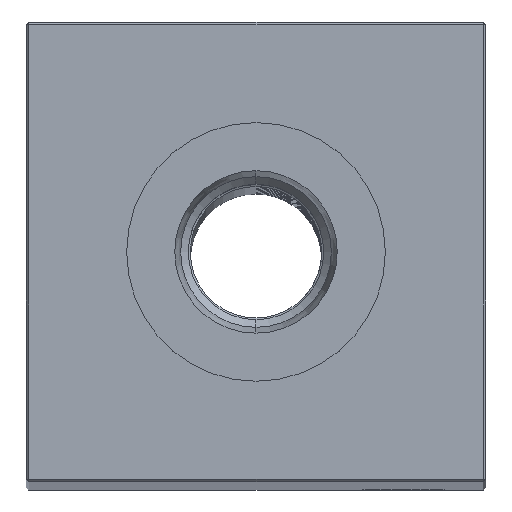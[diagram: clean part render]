
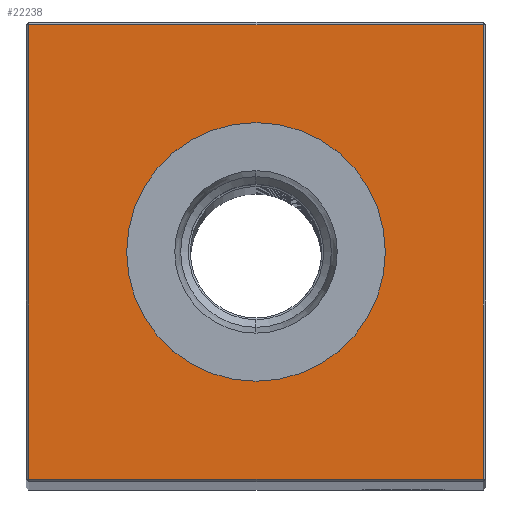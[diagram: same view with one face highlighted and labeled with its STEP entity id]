
A CAD part, top view. The second image highlights one B-rep face of the part: STEP entity #22238.
In plain terms, the highlighted planar face has unit normal (0, 0, 1).
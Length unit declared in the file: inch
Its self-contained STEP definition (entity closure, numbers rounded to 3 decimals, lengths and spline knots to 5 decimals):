
#673 = CARTESIAN_POINT ( 'NONE',  ( 0., 0., 17.75 ) ) ;
#1418 = CARTESIAN_POINT ( 'NONE',  ( 0., 0.49213, 17.75 ) ) ;
#1553 = EDGE_CURVE ( 'NONE', #24915, #14760, #5002, .T. ) ;
#2233 = EDGE_CURVE ( 'NONE', #27414, #14792, #4004, .T. ) ;
#2352 = DIRECTION ( 'NONE',  ( 0., -1., 0. ) ) ;
#3036 = EDGE_CURVE ( 'NONE', #5109, #19098, #13802, .T. ) ;
#3072 = VECTOR ( 'NONE', #26905, 39.37008 ) ;
#3291 = CARTESIAN_POINT ( 'NONE',  ( 0., 0., 17.75 ) ) ;
#3882 = FACE_OUTER_BOUND ( 'NONE', #13450, .T. ) ;
#3918 = CARTESIAN_POINT ( 'NONE',  ( 0.865, -0.865, 17.75 ) ) ;
#4004 = CIRCLE ( 'NONE', #27769, 0.49213 ) ;
#4023 = DIRECTION ( 'NONE',  ( 0., 0., -1. ) ) ;
#4571 = EDGE_LOOP ( 'NONE', ( #25118, #17824 ) ) ;
#5002 = LINE ( 'NONE', #18176, #3072 ) ;
#5109 = VERTEX_POINT ( 'NONE', #19771 ) ;
#6208 = AXIS2_PLACEMENT_3D ( 'NONE', #20922, #4023, #16928 ) ;
#7080 = DIRECTION ( 'NONE',  ( -1., 0., 0. ) ) ;
#7878 = FACE_BOUND ( 'NONE', #4571, .T. ) ;
#7918 = LINE ( 'NONE', #23544, #8734 ) ;
#8123 = CARTESIAN_POINT ( 'NONE',  ( -0.865, -0.865, 17.75 ) ) ;
#8734 = VECTOR ( 'NONE', #10222, 39.37008 ) ;
#9403 = EDGE_CURVE ( 'NONE', #19098, #24915, #7918, .T. ) ;
#9479 = CIRCLE ( 'NONE', #13132, 0.49213 ) ;
#10222 = DIRECTION ( 'NONE',  ( 1., 0., 0. ) ) ;
#10637 = EDGE_CURVE ( 'NONE', #14792, #27414, #9479, .T. ) ;
#11867 = ORIENTED_EDGE ( 'NONE', *, *, #14719, .T. ) ;
#12734 = DIRECTION ( 'NONE',  ( -1., 0., 0. ) ) ;
#13132 = AXIS2_PLACEMENT_3D ( 'NONE', #673, #20141, #7080 ) ;
#13450 = EDGE_LOOP ( 'NONE', ( #26002, #28295, #20346, #11867 ) ) ;
#13585 = VECTOR ( 'NONE', #20468, 39.37008 ) ;
#13802 = LINE ( 'NONE', #22522, #17725 ) ;
#14719 = EDGE_CURVE ( 'NONE', #14760, #5109, #25027, .T. ) ;
#14760 = VERTEX_POINT ( 'NONE', #16456 ) ;
#14792 = VERTEX_POINT ( 'NONE', #1418 ) ;
#15885 = CARTESIAN_POINT ( 'NONE',  ( 0., 0.865, 17.75 ) ) ;
#16456 = CARTESIAN_POINT ( 'NONE',  ( 0.865, 0.865, 17.75 ) ) ;
#16466 = DIRECTION ( 'NONE',  ( 0., 0., -1. ) ) ;
#16928 = DIRECTION ( 'NONE',  ( -1., 0., 0. ) ) ;
#17725 = VECTOR ( 'NONE', #2352, 39.37008 ) ;
#17824 = ORIENTED_EDGE ( 'NONE', *, *, #2233, .T. ) ;
#18176 = CARTESIAN_POINT ( 'NONE',  ( 0.865, 0., 17.75 ) ) ;
#19098 = VERTEX_POINT ( 'NONE', #8123 ) ;
#19771 = CARTESIAN_POINT ( 'NONE',  ( -0.865, 0.865, 17.75 ) ) ;
#20141 = DIRECTION ( 'NONE',  ( 0., 0., -1. ) ) ;
#20346 = ORIENTED_EDGE ( 'NONE', *, *, #1553, .T. ) ;
#20468 = DIRECTION ( 'NONE',  ( -1., 0., 0. ) ) ;
#20922 = CARTESIAN_POINT ( 'NONE',  ( 0., 0., 17.75 ) ) ;
#21931 = CARTESIAN_POINT ( 'NONE',  ( 0., -0.49213, 17.75 ) ) ;
#22238 = ADVANCED_FACE ( 'NONE', ( #3882, #7878 ), #27371, .F. ) ;
#22522 = CARTESIAN_POINT ( 'NONE',  ( -0.865, 0., 17.75 ) ) ;
#23544 = CARTESIAN_POINT ( 'NONE',  ( 0., -0.865, 17.75 ) ) ;
#24915 = VERTEX_POINT ( 'NONE', #3918 ) ;
#25027 = LINE ( 'NONE', #15885, #13585 ) ;
#25118 = ORIENTED_EDGE ( 'NONE', *, *, #10637, .T. ) ;
#26002 = ORIENTED_EDGE ( 'NONE', *, *, #3036, .T. ) ;
#26905 = DIRECTION ( 'NONE',  ( 0., 1., 0. ) ) ;
#27371 = PLANE ( 'NONE',  #6208 ) ;
#27414 = VERTEX_POINT ( 'NONE', #21931 ) ;
#27769 = AXIS2_PLACEMENT_3D ( 'NONE', #3291, #16466, #12734 ) ;
#28295 = ORIENTED_EDGE ( 'NONE', *, *, #9403, .T. ) ;
